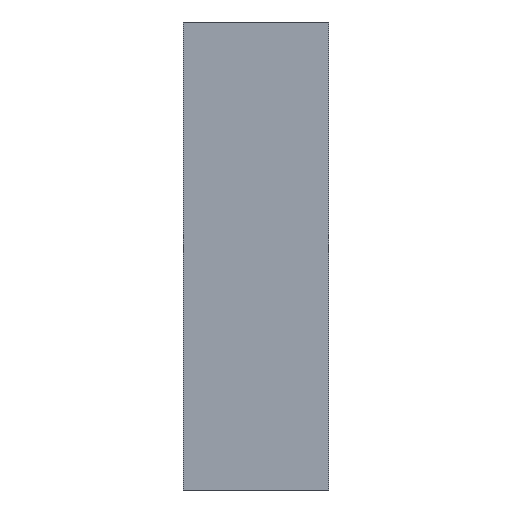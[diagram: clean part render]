
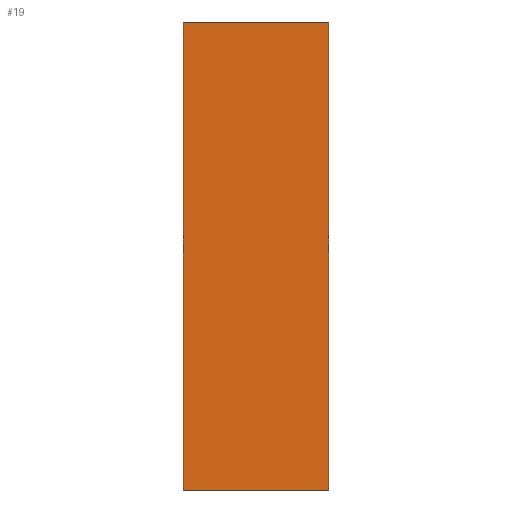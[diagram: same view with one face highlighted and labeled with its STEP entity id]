
A CAD part, front view. The second image highlights one B-rep face of the part: STEP entity #19.
In plain terms, the highlighted planar face has unit normal (0, -1, 0).
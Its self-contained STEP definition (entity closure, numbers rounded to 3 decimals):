
#2 = LINE ( 'NONE', #114, #144 ) ;
#10 = CARTESIAN_POINT ( 'NONE',  ( -9., -0.25, -29. ) ) ;
#16 = DIRECTION ( 'NONE',  ( -1., 0., 0. ) ) ;
#19 = ADVANCED_FACE ( 'NONE', ( #170 ), #101, .F. ) ;
#30 = EDGE_LOOP ( 'NONE', ( #139, #215, #235, #63 ) ) ;
#49 = LINE ( 'NONE', #210, #129 ) ;
#53 = EDGE_CURVE ( 'NONE', #119, #218, #113, .T. ) ;
#54 = DIRECTION ( 'NONE',  ( 0., 0., 1. ) ) ;
#58 = EDGE_CURVE ( 'NONE', #105, #204, #49, .T. ) ;
#63 = ORIENTED_EDGE ( 'NONE', *, *, #108, .F. ) ;
#66 = DIRECTION ( 'NONE',  ( 1., 0., 0. ) ) ;
#85 = DIRECTION ( 'NONE',  ( 0., 0., 1. ) ) ;
#101 = PLANE ( 'NONE',  #227 ) ;
#104 = DIRECTION ( 'NONE',  ( 0., 0., -1. ) ) ;
#105 = VERTEX_POINT ( 'NONE', #228 ) ;
#107 = EDGE_CURVE ( 'NONE', #218, #105, #2, .T. ) ;
#108 = EDGE_CURVE ( 'NONE', #204, #119, #142, .T. ) ;
#111 = CARTESIAN_POINT ( 'NONE',  ( -9., -0.25, 29. ) ) ;
#113 = LINE ( 'NONE', #158, #178 ) ;
#114 = CARTESIAN_POINT ( 'NONE',  ( -9., -0.25, 29. ) ) ;
#115 = DIRECTION ( 'NONE',  ( 0., 1., 0. ) ) ;
#119 = VERTEX_POINT ( 'NONE', #232 ) ;
#128 = VECTOR ( 'NONE', #16, 1000. ) ;
#129 = VECTOR ( 'NONE', #104, 1000. ) ;
#139 = ORIENTED_EDGE ( 'NONE', *, *, #58, .F. ) ;
#142 = LINE ( 'NONE', #10, #128 ) ;
#144 = VECTOR ( 'NONE', #66, 1000. ) ;
#152 = CARTESIAN_POINT ( 'NONE',  ( 9., -0.25, -29. ) ) ;
#158 = CARTESIAN_POINT ( 'NONE',  ( -9., -0.25, -29. ) ) ;
#170 = FACE_OUTER_BOUND ( 'NONE', #30, .T. ) ;
#178 = VECTOR ( 'NONE', #54, 1000. ) ;
#189 = CARTESIAN_POINT ( 'NONE',  ( 0., -0.25, 0. ) ) ;
#204 = VERTEX_POINT ( 'NONE', #152 ) ;
#210 = CARTESIAN_POINT ( 'NONE',  ( 9., -0.25, -29. ) ) ;
#215 = ORIENTED_EDGE ( 'NONE', *, *, #107, .F. ) ;
#218 = VERTEX_POINT ( 'NONE', #111 ) ;
#227 = AXIS2_PLACEMENT_3D ( 'NONE', #189, #115, #85 ) ;
#228 = CARTESIAN_POINT ( 'NONE',  ( 9., -0.25, 29. ) ) ;
#232 = CARTESIAN_POINT ( 'NONE',  ( -9., -0.25, -29. ) ) ;
#235 = ORIENTED_EDGE ( 'NONE', *, *, #53, .F. ) ;
